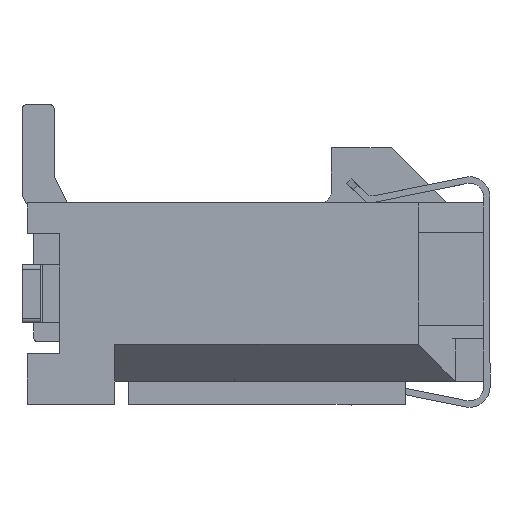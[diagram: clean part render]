
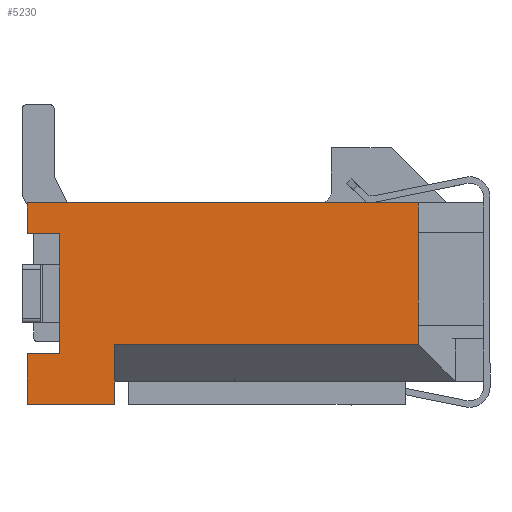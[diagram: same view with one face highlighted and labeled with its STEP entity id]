
A CAD part, left-side view. The second image highlights one B-rep face of the part: STEP entity #5230.
In plain terms, the highlighted planar face has unit normal (-1, 0, 0).
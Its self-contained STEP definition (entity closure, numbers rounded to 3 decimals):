
#593=ORIENTED_EDGE('',*,*,#2053,.T.);
#594=ORIENTED_EDGE('',*,*,#2054,.T.);
#595=ORIENTED_EDGE('',*,*,#1688,.F.);
#596=ORIENTED_EDGE('',*,*,#2055,.T.);
#597=ORIENTED_EDGE('',*,*,#2056,.F.);
#598=ORIENTED_EDGE('',*,*,#2057,.F.);
#599=ORIENTED_EDGE('',*,*,#2058,.F.);
#600=ORIENTED_EDGE('',*,*,#1790,.T.);
#601=ORIENTED_EDGE('',*,*,#2059,.T.);
#602=ORIENTED_EDGE('',*,*,#2060,.T.);
#603=ORIENTED_EDGE('',*,*,#2061,.T.);
#604=ORIENTED_EDGE('',*,*,#2062,.T.);
#1688=EDGE_CURVE('',#2454,#2455,#2954,.T.);
#1790=EDGE_CURVE('',#2554,#2553,#3056,.T.);
#2053=EDGE_CURVE('',#2748,#2749,#3319,.T.);
#2054=EDGE_CURVE('',#2749,#2455,#3320,.T.);
#2055=EDGE_CURVE('',#2454,#2750,#3321,.T.);
#2056=EDGE_CURVE('',#2751,#2750,#3322,.T.);
#2057=EDGE_CURVE('',#2752,#2751,#3323,.T.);
#2058=EDGE_CURVE('',#2554,#2752,#3324,.T.);
#2059=EDGE_CURVE('',#2553,#2753,#3325,.T.);
#2060=EDGE_CURVE('',#2753,#2754,#3326,.T.);
#2061=EDGE_CURVE('',#2754,#2755,#3327,.T.);
#2062=EDGE_CURVE('',#2755,#2748,#3328,.T.);
#2454=VERTEX_POINT('',#7227);
#2455=VERTEX_POINT('',#7229);
#2553=VERTEX_POINT('',#7443);
#2554=VERTEX_POINT('',#7445);
#2748=VERTEX_POINT('',#7952);
#2749=VERTEX_POINT('',#7953);
#2750=VERTEX_POINT('',#7956);
#2751=VERTEX_POINT('',#7958);
#2752=VERTEX_POINT('',#7960);
#2753=VERTEX_POINT('',#7963);
#2754=VERTEX_POINT('',#7965);
#2755=VERTEX_POINT('',#7967);
#2954=LINE('',#7228,#3666);
#3056=LINE('',#7444,#3768);
#3319=LINE('',#7951,#4031);
#3320=LINE('',#7954,#4032);
#3321=LINE('',#7955,#4033);
#3322=LINE('',#7957,#4034);
#3323=LINE('',#7959,#4035);
#3324=LINE('',#7961,#4036);
#3325=LINE('',#7962,#4037);
#3326=LINE('',#7964,#4038);
#3327=LINE('',#7966,#4039);
#3328=LINE('',#7968,#4040);
#3666=VECTOR('',#5838,1000.);
#3768=VECTOR('',#5970,1000.);
#4031=VECTOR('',#6333,1000.);
#4032=VECTOR('',#6334,1000.);
#4033=VECTOR('',#6335,1000.);
#4034=VECTOR('',#6336,1000.);
#4035=VECTOR('',#6337,1000.);
#4036=VECTOR('',#6338,1000.);
#4037=VECTOR('',#6339,1000.);
#4038=VECTOR('',#6340,1000.);
#4039=VECTOR('',#6341,1000.);
#4040=VECTOR('',#6342,1000.);
#4439=EDGE_LOOP('',(#593,#594,#595,#596,#597,#598,#599,#600,#601,#602,#603,
#604));
#4719=FACE_BOUND('',#4439,.T.);
#4988=PLANE('',#5549);
#5230=ADVANCED_FACE('',(#4719),#4988,.T.);
#5549=AXIS2_PLACEMENT_3D('',#7950,#6331,#6332);
#5838=DIRECTION('',(0.,0.,-1.));
#5970=DIRECTION('',(0.,1.,0.));
#6331=DIRECTION('',(-1.,0.,0.));
#6332=DIRECTION('',(0.,0.,1.));
#6333=DIRECTION('',(0.,0.,-1.));
#6334=DIRECTION('',(0.,-1.,0.));
#6335=DIRECTION('',(0.,-1.,0.));
#6336=DIRECTION('',(0.,0.,-1.));
#6337=DIRECTION('',(0.,0.,-1.));
#6338=DIRECTION('',(0.,0.,-1.));
#6339=DIRECTION('',(0.,0.,-1.));
#6340=DIRECTION('',(0.,-1.,0.));
#6341=DIRECTION('',(0.,0.,-1.));
#6342=DIRECTION('',(0.,1.,0.));
#7227=CARTESIAN_POINT('',(-7.825,3.05,-0.885));
#7228=CARTESIAN_POINT('',(-7.825,3.05,-1.685));
#7229=CARTESIAN_POINT('',(-7.825,3.05,-2.185));
#7443=CARTESIAN_POINT('',(-7.825,4.95,2.185));
#7444=CARTESIAN_POINT('',(-7.825,-4.95,2.185));
#7445=CARTESIAN_POINT('',(-7.825,-3.536,2.185));
#7950=CARTESIAN_POINT('',(-7.825,0.,0.));
#7951=CARTESIAN_POINT('',(-7.825,4.95,2.185));
#7952=CARTESIAN_POINT('',(-7.825,4.95,-1.085));
#7953=CARTESIAN_POINT('',(-7.825,4.95,-2.185));
#7954=CARTESIAN_POINT('',(-7.825,4.95,-2.185));
#7955=CARTESIAN_POINT('',(-7.825,0.,-0.885));
#7956=CARTESIAN_POINT('',(-7.825,-3.536,-0.885));
#7957=CARTESIAN_POINT('',(-7.825,-3.536,0.));
#7958=CARTESIAN_POINT('',(-7.825,-3.536,-0.465));
#7959=CARTESIAN_POINT('',(-7.825,-3.536,1.535));
#7960=CARTESIAN_POINT('',(-7.825,-3.536,1.535));
#7961=CARTESIAN_POINT('',(-7.825,-3.536,0.));
#7962=CARTESIAN_POINT('',(-7.825,4.95,2.185));
#7963=CARTESIAN_POINT('',(-7.825,4.95,1.515));
#7964=CARTESIAN_POINT('',(-7.825,0.,1.515));
#7965=CARTESIAN_POINT('',(-7.825,4.25,1.515));
#7966=CARTESIAN_POINT('',(-7.825,4.25,0.));
#7967=CARTESIAN_POINT('',(-7.825,4.25,-1.085));
#7968=CARTESIAN_POINT('',(-7.825,0.,-1.085));
